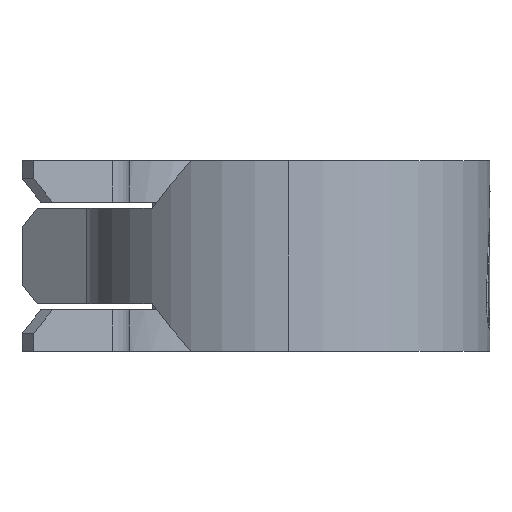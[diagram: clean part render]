
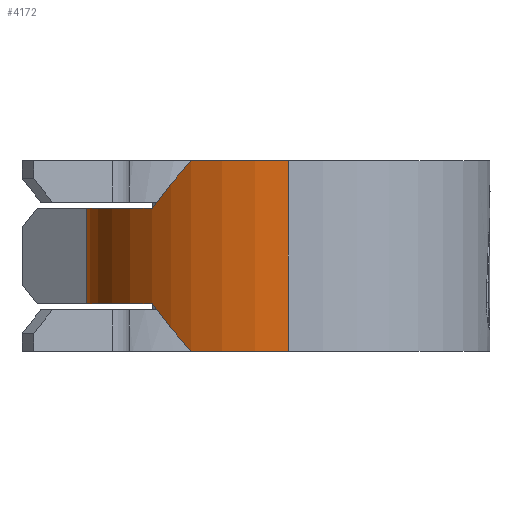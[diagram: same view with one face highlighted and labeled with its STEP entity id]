
A CAD part, left-side view. The second image highlights one B-rep face of the part: STEP entity #4172.
In plain terms, the highlighted cylindrical face has radius 8.45 mm (diameter 16.9 mm), a partial arc.
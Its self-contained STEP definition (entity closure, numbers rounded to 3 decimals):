
#41 = CIRCLE ( 'NONE', #5263, 8.45 ) ;
#47 = DIRECTION ( 'NONE',  ( -1., 0., 0. ) ) ;
#61 = EDGE_CURVE ( 'NONE', #3545, #135, #4869, .T. ) ;
#99 = ORIENTED_EDGE ( 'NONE', *, *, #705, .T. ) ;
#100 = CARTESIAN_POINT ( 'NONE',  ( -6.686, 5.211, -2.675 ) ) ;
#135 = VERTEX_POINT ( 'NONE', #1121 ) ;
#428 = EDGE_CURVE ( 'NONE', #2503, #3237, #3471, .T. ) ;
#471 = CARTESIAN_POINT ( 'NONE',  ( 0., 0., 4. ) ) ;
#518 = CARTESIAN_POINT ( 'NONE',  ( -6.23, 5.709, -2. ) ) ;
#594 = DIRECTION ( 'NONE',  ( 0., 0., -1. ) ) ;
#634 = VECTOR ( 'NONE', #4713, 1000. ) ;
#705 = EDGE_CURVE ( 'NONE', #3237, #135, #41, .T. ) ;
#730 = DIRECTION ( 'NONE',  ( -1., 0., 0. ) ) ;
#813 = EDGE_CURVE ( 'NONE', #1537, #4350, #3283, .T. ) ;
#932 = FACE_OUTER_BOUND ( 'NONE', #2395, .T. ) ;
#940 = CARTESIAN_POINT ( 'NONE',  ( 3.773, 7.561, -2. ) ) ;
#964 = AXIS2_PLACEMENT_3D ( 'NONE', #3292, #4585, #730 ) ;
#1083 = CARTESIAN_POINT ( 'NONE',  ( -6.23, 5.709, -2. ) ) ;
#1121 = CARTESIAN_POINT ( 'NONE',  ( -8.45, 0., -4. ) ) ;
#1186 = ORIENTED_EDGE ( 'NONE', *, *, #4156, .T. ) ;
#1219 = CIRCLE ( 'NONE', #964, 8.45 ) ;
#1370 = CARTESIAN_POINT ( 'NONE',  ( -7.404, 4.072, -4. ) ) ;
#1537 = VERTEX_POINT ( 'NONE', #3732 ) ;
#1762 = ORIENTED_EDGE ( 'NONE', *, *, #428, .T. ) ;
#1791 = CARTESIAN_POINT ( 'NONE',  ( -7.079, 4.663, -3.345 ) ) ;
#1822 = CARTESIAN_POINT ( 'NONE',  ( -7.079, 4.663, 3.345 ) ) ;
#1949 = CIRCLE ( 'NONE', #4120, 8.45 ) ;
#2014 = CARTESIAN_POINT ( 'NONE',  ( -8.45, 0., 4. ) ) ;
#2034 = EDGE_CURVE ( 'NONE', #5456, #4350, #4187, .T. ) ;
#2115 = DIRECTION ( 'NONE',  ( 1., 0., 0. ) ) ;
#2308 = CARTESIAN_POINT ( 'NONE',  ( 0., 0., 2. ) ) ;
#2333 = ORIENTED_EDGE ( 'NONE', *, *, #61, .F. ) ;
#2395 = EDGE_LOOP ( 'NONE', ( #2333, #3056, #5297, #3566, #1186, #4971, #1762, #99 ) ) ;
#2493 = CARTESIAN_POINT ( 'NONE',  ( -6.23, 5.709, 2. ) ) ;
#2503 = VERTEX_POINT ( 'NONE', #1083 ) ;
#2593 = CARTESIAN_POINT ( 'NONE',  ( 0., 0., 4. ) ) ;
#2702 = CARTESIAN_POINT ( 'NONE',  ( -6.23, 5.709, 2. ) ) ;
#2878 = DIRECTION ( 'NONE',  ( 1., 0., 0. ) ) ;
#3056 = ORIENTED_EDGE ( 'NONE', *, *, #3840, .F. ) ;
#3127 = CARTESIAN_POINT ( 'NONE',  ( -6.686, 5.211, 2.675 ) ) ;
#3237 = VERTEX_POINT ( 'NONE', #4614 ) ;
#3283 =( BOUNDED_CURVE ( )  B_SPLINE_CURVE ( 3, ( #5282, #1822, #3127, #2702 ),
 .UNSPECIFIED., .F., .F. ) 
 B_SPLINE_CURVE_WITH_KNOTS ( ( 4, 4 ),
 ( 4.473, 4.712 ),
 .UNSPECIFIED. ) 
 CURVE ( )  GEOMETRIC_REPRESENTATION_ITEM ( )  RATIONAL_B_SPLINE_CURVE ( ( 1., 0.995, 0.995, 1. ) ) 
 REPRESENTATION_ITEM ( '' )  );
#3292 = CARTESIAN_POINT ( 'NONE',  ( 0., 0., -2. ) ) ;
#3471 =( BOUNDED_CURVE ( )  B_SPLINE_CURVE ( 3, ( #518, #100, #1791, #1370 ),
 .UNSPECIFIED., .F., .T. ) 
 B_SPLINE_CURVE_WITH_KNOTS ( ( 4, 4 ),
 ( 4.712, 4.951 ),
 .UNSPECIFIED. ) 
 CURVE ( )  GEOMETRIC_REPRESENTATION_ITEM ( )  RATIONAL_B_SPLINE_CURVE ( ( 1., 0.995, 0.995, 1. ) ) 
 REPRESENTATION_ITEM ( '' )  );
#3490 = AXIS2_PLACEMENT_3D ( 'NONE', #471, #3895, #47 ) ;
#3536 = CYLINDRICAL_SURFACE ( 'NONE', #3490, 8.45 ) ;
#3545 = VERTEX_POINT ( 'NONE', #2014 ) ;
#3566 = ORIENTED_EDGE ( 'NONE', *, *, #2034, .F. ) ;
#3574 = CARTESIAN_POINT ( 'NONE',  ( 0., 0., -4. ) ) ;
#3696 = EDGE_CURVE ( 'NONE', #2503, #3904, #1219, .T. ) ;
#3732 = CARTESIAN_POINT ( 'NONE',  ( -7.404, 4.072, 4. ) ) ;
#3840 = EDGE_CURVE ( 'NONE', #1537, #3545, #1949, .T. ) ;
#3852 = CARTESIAN_POINT ( 'NONE',  ( 3.773, 7.561, 2. ) ) ;
#3895 = DIRECTION ( 'NONE',  ( 0., 0., -1. ) ) ;
#3904 = VERTEX_POINT ( 'NONE', #940 ) ;
#3922 = AXIS2_PLACEMENT_3D ( 'NONE', #2308, #4919, #2878 ) ;
#4023 = CARTESIAN_POINT ( 'NONE',  ( -8.45, 0., 4. ) ) ;
#4120 = AXIS2_PLACEMENT_3D ( 'NONE', #2593, #5175, #2115 ) ;
#4156 = EDGE_CURVE ( 'NONE', #5456, #3904, #4322, .T. ) ;
#4172 = ADVANCED_FACE ( 'NONE', ( #932 ), #3536, .T. ) ;
#4187 = CIRCLE ( 'NONE', #3922, 8.45 ) ;
#4322 = LINE ( 'NONE', #4798, #634 ) ;
#4350 = VERTEX_POINT ( 'NONE', #2493 ) ;
#4585 = DIRECTION ( 'NONE',  ( 0., 0., -1. ) ) ;
#4598 = DIRECTION ( 'NONE',  ( 0., 0., 1. ) ) ;
#4614 = CARTESIAN_POINT ( 'NONE',  ( -7.404, 4.072, -4. ) ) ;
#4713 = DIRECTION ( 'NONE',  ( 0., 0., -1. ) ) ;
#4793 = DIRECTION ( 'NONE',  ( 1., 0., 0. ) ) ;
#4798 = CARTESIAN_POINT ( 'NONE',  ( 3.773, 7.561, 4. ) ) ;
#4869 = LINE ( 'NONE', #4023, #4900 ) ;
#4900 = VECTOR ( 'NONE', #594, 1000. ) ;
#4919 = DIRECTION ( 'NONE',  ( 0., 0., 1. ) ) ;
#4971 = ORIENTED_EDGE ( 'NONE', *, *, #3696, .F. ) ;
#5175 = DIRECTION ( 'NONE',  ( 0., 0., 1. ) ) ;
#5263 = AXIS2_PLACEMENT_3D ( 'NONE', #3574, #4598, #4793 ) ;
#5282 = CARTESIAN_POINT ( 'NONE',  ( -7.404, 4.072, 4. ) ) ;
#5297 = ORIENTED_EDGE ( 'NONE', *, *, #813, .T. ) ;
#5456 = VERTEX_POINT ( 'NONE', #3852 ) ;
